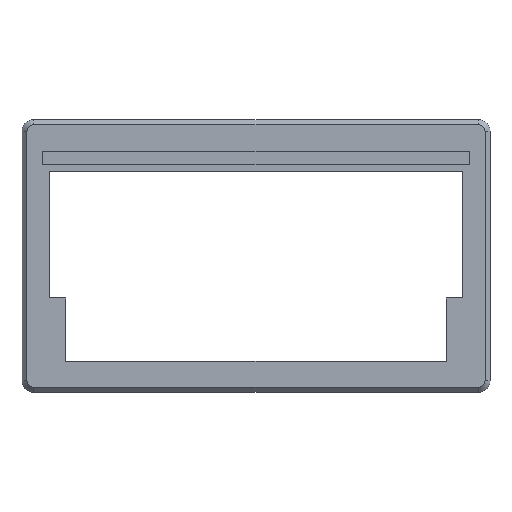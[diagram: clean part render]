
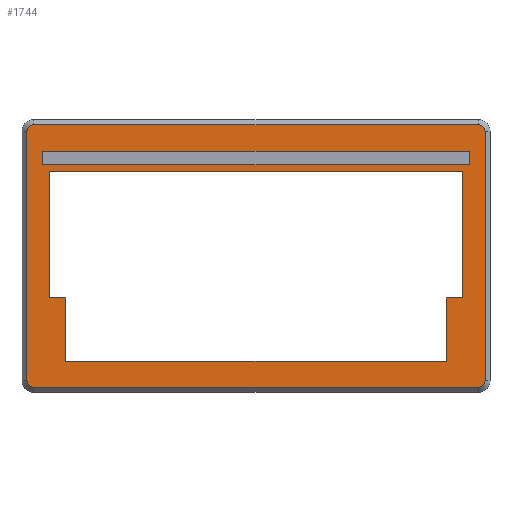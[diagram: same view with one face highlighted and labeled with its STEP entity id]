
A CAD part, top view. The second image highlights one B-rep face of the part: STEP entity #1744.
In plain terms, the highlighted planar face has unit normal (0, 0, 1).
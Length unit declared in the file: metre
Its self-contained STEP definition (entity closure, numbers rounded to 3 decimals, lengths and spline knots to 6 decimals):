
#77=CIRCLE('',#1905,0.002);
#78=CIRCLE('',#1906,0.002);
#79=CIRCLE('',#1907,0.002);
#80=CIRCLE('',#1908,0.002);
#215=ORIENTED_EDGE('',*,*,#689,.T.);
#216=ORIENTED_EDGE('',*,*,#690,.T.);
#217=ORIENTED_EDGE('',*,*,#691,.T.);
#218=ORIENTED_EDGE('',*,*,#692,.T.);
#219=ORIENTED_EDGE('',*,*,#693,.T.);
#220=ORIENTED_EDGE('',*,*,#694,.T.);
#221=ORIENTED_EDGE('',*,*,#695,.T.);
#222=ORIENTED_EDGE('',*,*,#696,.T.);
#223=ORIENTED_EDGE('',*,*,#697,.T.);
#224=ORIENTED_EDGE('',*,*,#698,.F.);
#225=ORIENTED_EDGE('',*,*,#699,.F.);
#226=ORIENTED_EDGE('',*,*,#700,.T.);
#227=ORIENTED_EDGE('',*,*,#701,.F.);
#228=ORIENTED_EDGE('',*,*,#702,.F.);
#229=ORIENTED_EDGE('',*,*,#703,.T.);
#230=ORIENTED_EDGE('',*,*,#704,.F.);
#231=ORIENTED_EDGE('',*,*,#705,.F.);
#232=ORIENTED_EDGE('',*,*,#706,.T.);
#233=ORIENTED_EDGE('',*,*,#707,.T.);
#234=ORIENTED_EDGE('',*,*,#708,.F.);
#689=EDGE_CURVE('',#918,#919,#1060,.T.);
#690=EDGE_CURVE('',#919,#920,#77,.T.);
#691=EDGE_CURVE('',#920,#921,#1061,.T.);
#692=EDGE_CURVE('',#921,#922,#78,.T.);
#693=EDGE_CURVE('',#922,#923,#1062,.T.);
#694=EDGE_CURVE('',#923,#924,#79,.T.);
#695=EDGE_CURVE('',#924,#925,#1063,.T.);
#696=EDGE_CURVE('',#925,#918,#80,.T.);
#697=EDGE_CURVE('',#926,#927,#1064,.T.);
#698=EDGE_CURVE('',#928,#927,#1065,.F.);
#699=EDGE_CURVE('',#929,#928,#1066,.T.);
#700=EDGE_CURVE('',#929,#930,#1067,.T.);
#701=EDGE_CURVE('',#931,#930,#1068,.T.);
#702=EDGE_CURVE('',#932,#931,#1069,.T.);
#703=EDGE_CURVE('',#932,#933,#1070,.T.);
#704=EDGE_CURVE('',#926,#933,#1071,.F.);
#705=EDGE_CURVE('',#934,#935,#1072,.T.);
#706=EDGE_CURVE('',#934,#936,#1073,.T.);
#707=EDGE_CURVE('',#936,#937,#1074,.T.);
#708=EDGE_CURVE('',#935,#937,#1075,.T.);
#918=VERTEX_POINT('',#2751);
#919=VERTEX_POINT('',#2752);
#920=VERTEX_POINT('',#2754);
#921=VERTEX_POINT('',#2756);
#922=VERTEX_POINT('',#2758);
#923=VERTEX_POINT('',#2760);
#924=VERTEX_POINT('',#2762);
#925=VERTEX_POINT('',#2764);
#926=VERTEX_POINT('',#2767);
#927=VERTEX_POINT('',#2768);
#928=VERTEX_POINT('',#2770);
#929=VERTEX_POINT('',#2772);
#930=VERTEX_POINT('',#2774);
#931=VERTEX_POINT('',#2776);
#932=VERTEX_POINT('',#2778);
#933=VERTEX_POINT('',#2780);
#934=VERTEX_POINT('',#2783);
#935=VERTEX_POINT('',#2784);
#936=VERTEX_POINT('',#2786);
#937=VERTEX_POINT('',#2788);
#1060=LINE('',#2750,#1251);
#1061=LINE('',#2755,#1252);
#1062=LINE('',#2759,#1253);
#1063=LINE('',#2763,#1254);
#1064=LINE('',#2766,#1255);
#1065=LINE('',#2769,#1256);
#1066=LINE('',#2771,#1257);
#1067=LINE('',#2773,#1258);
#1068=LINE('',#2775,#1259);
#1069=LINE('',#2777,#1260);
#1070=LINE('',#2779,#1261);
#1071=LINE('',#2781,#1262);
#1072=LINE('',#2782,#1263);
#1073=LINE('',#2785,#1264);
#1074=LINE('',#2787,#1265);
#1075=LINE('',#2789,#1266);
#1251=VECTOR('',#2187,1.);
#1252=VECTOR('',#2190,1.);
#1253=VECTOR('',#2193,1.);
#1254=VECTOR('',#2196,1.);
#1255=VECTOR('',#2199,1.);
#1256=VECTOR('',#2200,1.);
#1257=VECTOR('',#2201,1.);
#1258=VECTOR('',#2202,1.);
#1259=VECTOR('',#2203,1.);
#1260=VECTOR('',#2204,1.);
#1261=VECTOR('',#2205,1.);
#1262=VECTOR('',#2206,1.);
#1263=VECTOR('',#2207,1.);
#1264=VECTOR('',#2208,1.);
#1265=VECTOR('',#2209,1.);
#1266=VECTOR('',#2210,1.);
#1400=EDGE_LOOP('',(#215,#216,#217,#218,#219,#220,#221,#222));
#1401=EDGE_LOOP('',(#223,#224,#225,#226,#227,#228,#229,#230));
#1402=EDGE_LOOP('',(#231,#232,#233,#234));
#1539=FACE_BOUND('',#1400,.T.);
#1540=FACE_BOUND('',#1401,.T.);
#1541=FACE_BOUND('',#1402,.T.);
#1662=PLANE('',#1904);
#1744=ADVANCED_FACE('',(#1539,#1540,#1541),#1662,.T.);
#1904=AXIS2_PLACEMENT_3D('',#2749,#2185,#2186);
#1905=AXIS2_PLACEMENT_3D('',#2753,#2188,#2189);
#1906=AXIS2_PLACEMENT_3D('',#2757,#2191,#2192);
#1907=AXIS2_PLACEMENT_3D('',#2761,#2194,#2195);
#1908=AXIS2_PLACEMENT_3D('',#2765,#2197,#2198);
#2185=DIRECTION('',(0.,0.,1.));
#2186=DIRECTION('',(1.,0.,0.));
#2187=DIRECTION('',(0.,-1.,0.));
#2188=DIRECTION('',(0.,0.,1.));
#2189=DIRECTION('',(1.,0.,0.));
#2190=DIRECTION('',(1.,0.,0.));
#2191=DIRECTION('',(0.,0.,1.));
#2192=DIRECTION('',(1.,0.,0.));
#2193=DIRECTION('',(0.,1.,0.));
#2194=DIRECTION('',(0.,0.,1.));
#2195=DIRECTION('',(1.,0.,0.));
#2196=DIRECTION('',(-1.,0.,0.));
#2197=DIRECTION('',(0.,0.,1.));
#2198=DIRECTION('',(1.,0.,0.));
#2199=DIRECTION('',(1.,0.,0.));
#2200=DIRECTION('',(0.,-1.,0.));
#2201=DIRECTION('',(1.,0.,0.));
#2202=DIRECTION('',(0.,-1.,0.));
#2203=DIRECTION('',(1.,0.,0.));
#2204=DIRECTION('',(0.,-1.,0.));
#2205=DIRECTION('',(-1.,0.,0.));
#2206=DIRECTION('',(0.,1.,0.));
#2207=DIRECTION('',(0.,-1.,0.));
#2208=DIRECTION('',(1.,0.,0.));
#2209=DIRECTION('',(0.,-1.,0.));
#2210=DIRECTION('',(1.,0.,0.));
#2749=CARTESIAN_POINT('',(0.,0.0031,0.0085));
#2750=CARTESIAN_POINT('',(-0.06875,-0.0343,0.0085));
#2751=CARTESIAN_POINT('',(-0.06875,0.0405,0.0085));
#2752=CARTESIAN_POINT('',(-0.06875,-0.0343,0.0085));
#2753=CARTESIAN_POINT('',(-0.06675,-0.0343,0.0085));
#2754=CARTESIAN_POINT('',(-0.06675,-0.0363,0.0085));
#2755=CARTESIAN_POINT('',(0.06675,-0.0363,0.0085));
#2756=CARTESIAN_POINT('',(0.06675,-0.0363,0.0085));
#2757=CARTESIAN_POINT('',(0.06675,-0.0343,0.0085));
#2758=CARTESIAN_POINT('',(0.06875,-0.0343,0.0085));
#2759=CARTESIAN_POINT('',(0.06875,0.0031,0.0085));
#2760=CARTESIAN_POINT('',(0.06875,0.0405,0.0085));
#2761=CARTESIAN_POINT('',(0.06675,0.0405,0.0085));
#2762=CARTESIAN_POINT('',(0.06675,0.0425,0.0085));
#2763=CARTESIAN_POINT('',(0.,0.0425,0.0085));
#2764=CARTESIAN_POINT('',(-0.06675,0.0425,0.0085));
#2765=CARTESIAN_POINT('',(-0.06675,0.0405,0.0085));
#2766=CARTESIAN_POINT('',(0.,0.02857,0.0085));
#2767=CARTESIAN_POINT('',(-0.062,0.02857,0.0085));
#2768=CARTESIAN_POINT('',(0.062,0.02857,0.0085));
#2769=CARTESIAN_POINT('',(0.062,0.0031,0.0085));
#2770=CARTESIAN_POINT('',(0.062,-0.00952,0.0085));
#2771=CARTESIAN_POINT('',(0.060573,-0.00952,0.0085));
#2772=CARTESIAN_POINT('',(0.057146,-0.00952,0.0085));
#2773=CARTESIAN_POINT('',(0.057146,-0.019045,0.0085));
#2774=CARTESIAN_POINT('',(0.057146,-0.02857,0.0085));
#2775=CARTESIAN_POINT('',(0.,-0.02857,0.0085));
#2776=CARTESIAN_POINT('',(-0.057146,-0.02857,0.0085));
#2777=CARTESIAN_POINT('',(-0.057146,-0.019045,0.0085));
#2778=CARTESIAN_POINT('',(-0.057146,-0.00952,0.0085));
#2779=CARTESIAN_POINT('',(-0.060573,-0.00952,0.0085));
#2780=CARTESIAN_POINT('',(-0.062,-0.00952,0.0085));
#2781=CARTESIAN_POINT('',(-0.062,0.0031,0.0085));
#2782=CARTESIAN_POINT('',(-0.064,0.03251,0.0085));
#2783=CARTESIAN_POINT('',(-0.064,0.034525,0.0085));
#2784=CARTESIAN_POINT('',(-0.064,0.030495,0.0085));
#2785=CARTESIAN_POINT('',(0.,0.034525,0.0085));
#2786=CARTESIAN_POINT('',(0.064,0.034525,0.0085));
#2787=CARTESIAN_POINT('',(0.064,0.03251,0.0085));
#2788=CARTESIAN_POINT('',(0.064,0.030495,0.0085));
#2789=CARTESIAN_POINT('',(0.,0.030495,0.0085));
